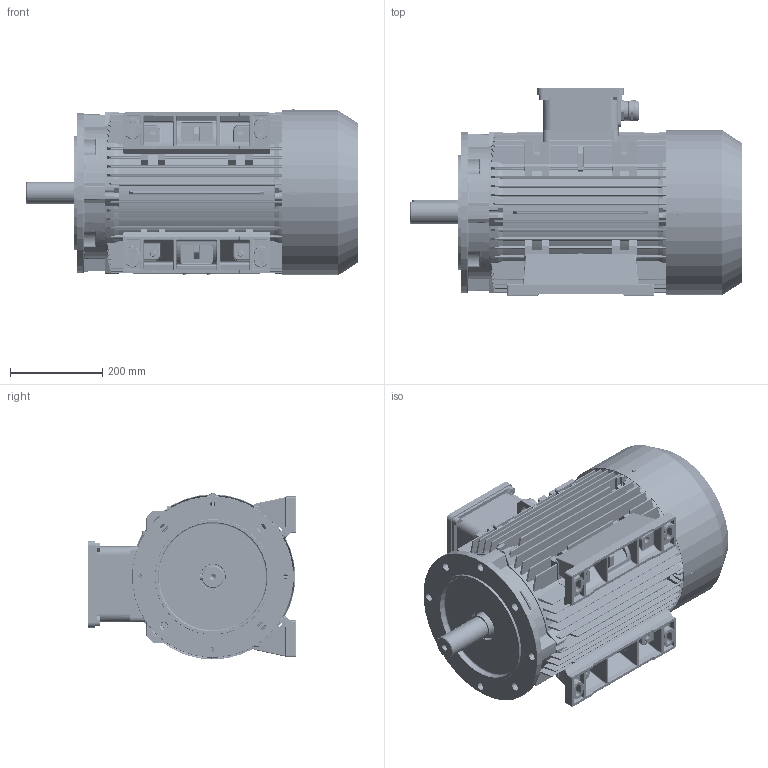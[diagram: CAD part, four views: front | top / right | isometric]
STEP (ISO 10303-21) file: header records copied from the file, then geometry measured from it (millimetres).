
FILE_DESCRIPTION (( 'STEP AP214' ), '1' );
FILE_NAME ('FCAP180L-B3-IC411-2-4-6-8 POLES-TB TOP.STEP', '2024-09-30T07:49:33', ( '' ), ( '' ), 'SwSTEP 2.0', 'SolidWorks 2024', '' );
FILE_SCHEMA (( 'AUTOMOTIVE_DESIGN' ));
Length unit declared in the file: millimetre
Products named in the file (24): Carcassa 200LT-B3-B5; Scatola morsetti 160-200T; Flangia FC180-B5-350_GHISA SFEROIDALE; hex bolt gradeab_iso_ISO 4014 - M12 x 70 x 30-N; Guarnizione carcassa-scatola 160-200T; Coperchio scatola morsetti 160-200T; parallel_din_Parallel key A14 x 9 x 100 DIN 6885; Piede 180; hex nut gradec_iso_Hexagon Nut ISO - 4034 - M10 - N; hex screw gradec_iso_ISO 4018 - M5 x 10-WN; Distanziale est. 67 foro 55 sp.4; PRESSACAVO M40; Tappo M40; Copriventola  180-200T h.165; countersunk flat head cross recess screw_iso_ISO 7046-1 - M3 x 10 - Z --- 10N; Albero di serie 180L autoventilato; Guarnizione scatola-coperchio 160-200T; hex bolt gradeab_iso_ISO 4014 - M10 x 55 x 55-N; FCAP180L-B3-IC411-2-4-6-8 POLES-TB TOP; Scudo Post. 200T d.120; Gruppo Coprimorsettiera 160; Targhetta motore_LAMIERA ALLUMINIO; Ventola 200T-7Pale-4Poli-Diam.300; Radial Ball Bearing_68_SKF_SKF - 6311 - 10,DE,AC,10_68
Assembly tree (28 placements, depth 3):
  FCAP180L-B3-IC411-2-4-6-8 POLES-TB TOP
    Albero di serie 180L autoventilato
    Radial Ball Bearing_68_SKF_SKF - 6311 - 10,DE,AC,10_68  x2
    Distanziale est. 67 foro 55 sp.4
    Piede 180  x2
    hex nut gradec_iso_Hexagon Nut ISO - 4034 - M10 - N  x2
    hex bolt gradeab_iso_ISO 4014 - M10 x 55 x 55-N
    Targhetta motore_LAMIERA ALLUMINIO
    countersunk flat head cross recess screw_iso_ISO 7046-1 - M3 x 10 - Z --- 10N  x2
    parallel_din_Parallel key A14 x 9 x 100 DIN 6885
    hex bolt gradeab_iso_ISO 4014 - M12 x 70 x 30-N  x2
    Copriventola  180-200T h.165
    Scudo Post. 200T d.120
    Ventola 200T-7Pale-4Poli-Diam.300
    hex screw gradec_iso_ISO 4018 - M5 x 10-WN
    Carcassa 200LT-B3-B5
    Gruppo Coprimorsettiera 160
      Guarnizione carcassa-scatola 160-200T
      Scatola morsetti 160-200T
      Guarnizione scatola-coperchio 160-200T
      Tappo M40
      PRESSACAVO M40
      Coperchio scatola morsetti 160-200T
    Flangia FC180-B5-350_GHISA SFEROIDALE
Bounding box: 720.5 x 450 x 362.27 mm (x, y, z)
Volume: 13437461.1 mm3; surface area: 3834782.2 mm2
Topology: 41 solids, 42 shells, 8259 faces, 22231 edges, 14050 vertices
Faces by surface type: plane 3928, cylinder 1898, torus 874, cone 750, bspline 588, sphere 221
Entity records: 264556 total; most frequent: CARTESIAN_POINT 76933, ORIENTED_EDGE 40666, DIRECTION 36404, EDGE_CURVE 20333, VERTEX_POINT 12918, AXIS2_PLACEMENT_3D 12186, VECTOR 12032, LINE 12032
